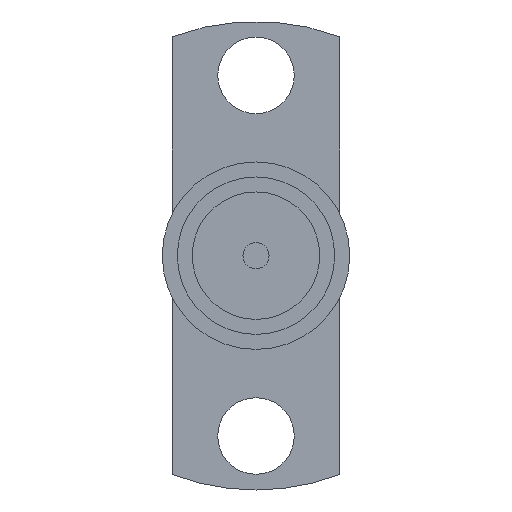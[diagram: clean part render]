
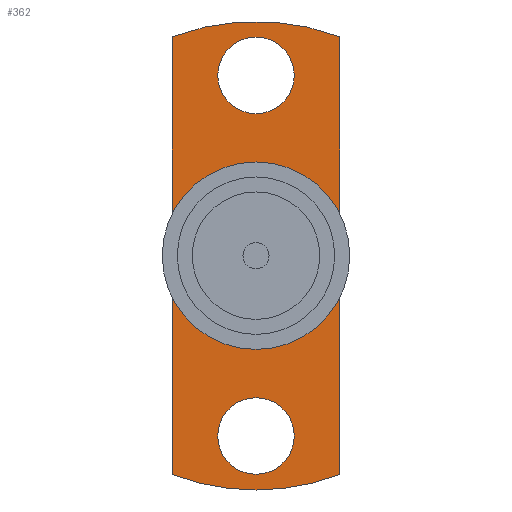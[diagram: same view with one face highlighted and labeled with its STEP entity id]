
A CAD part, front view. The second image highlights one B-rep face of the part: STEP entity #362.
In plain terms, the highlighted planar face has unit normal (0, -1, 0).
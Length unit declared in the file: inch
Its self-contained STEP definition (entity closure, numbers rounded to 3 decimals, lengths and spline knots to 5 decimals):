
#41 = EDGE_CURVE ( 'NONE', #765, #973, #639, .T. ) ;
#53 = AXIS2_PLACEMENT_3D ( 'NONE', #74, #687, #691 ) ;
#55 = ORIENTED_EDGE ( 'NONE', *, *, #41, .T. ) ;
#74 = CARTESIAN_POINT ( 'NONE',  ( 0.1115, 0., -0.32189 ) ) ;
#77 = DIRECTION ( 'NONE',  ( 0., 0., 1. ) ) ;
#83 = DIRECTION ( 'NONE',  ( 0., 0., 1. ) ) ;
#87 = DIRECTION ( 'NONE',  ( 0., 1., 0. ) ) ;
#102 = DIRECTION ( 'NONE',  ( 0., 0., -1. ) ) ;
#120 = FACE_BOUND ( 'NONE', #152, .T. ) ;
#132 = ORIENTED_EDGE ( 'NONE', *, *, #681, .F. ) ;
#136 = CARTESIAN_POINT ( 'NONE',  ( 0.1115, 0., -0.56239 ) ) ;
#142 = VERTEX_POINT ( 'NONE', #528 ) ;
#152 = EDGE_LOOP ( 'NONE', ( #415, #764 ) ) ;
#155 = ORIENTED_EDGE ( 'NONE', *, *, #492, .F. ) ;
#159 = PLANE ( 'NONE',  #605 ) ;
#172 = DIRECTION ( 'NONE',  ( 0., 0., 1. ) ) ;
#174 = FACE_BOUND ( 'NONE', #226, .T. ) ;
#179 = CARTESIAN_POINT ( 'NONE',  ( 0.1115, 0., -0.61339 ) ) ;
#201 = CARTESIAN_POINT ( 'NONE',  ( 0.223, 0., -0.02996 ) ) ;
#203 = CIRCLE ( 'NONE', #926, 0.051 ) ;
#208 = VERTEX_POINT ( 'NONE', #830 ) ;
#212 = AXIS2_PLACEMENT_3D ( 'NONE', #299, #673, #379 ) ;
#220 = EDGE_CURVE ( 'NONE', #208, #440, #385, .T. ) ;
#226 = EDGE_LOOP ( 'NONE', ( #265, #55 ) ) ;
#231 = CARTESIAN_POINT ( 'NONE',  ( 0.223, 0., -0.61382 ) ) ;
#232 = CARTESIAN_POINT ( 'NONE',  ( 0.1115, 0., -0.51139 ) ) ;
#233 = CARTESIAN_POINT ( 'NONE',  ( 0.1115, 0., -0.32189 ) ) ;
#234 = EDGE_CURVE ( 'NONE', #973, #765, #959, .T. ) ;
#239 = CARTESIAN_POINT ( 'NONE',  ( 0., 0., -0.61382 ) ) ;
#248 = DIRECTION ( 'NONE',  ( 0., 0., 1. ) ) ;
#251 = DIRECTION ( 'NONE',  ( 0., 0., -1. ) ) ;
#254 = ORIENTED_EDGE ( 'NONE', *, *, #532, .F. ) ;
#265 = ORIENTED_EDGE ( 'NONE', *, *, #234, .T. ) ;
#271 = DIRECTION ( 'NONE',  ( 0., 0., -1. ) ) ;
#277 = ORIENTED_EDGE ( 'NONE', *, *, #817, .F. ) ;
#284 = VERTEX_POINT ( 'NONE', #306 ) ;
#293 = AXIS2_PLACEMENT_3D ( 'NONE', #136, #736, #271 ) ;
#299 = CARTESIAN_POINT ( 'NONE',  ( 0.1115, 0., -0.08139 ) ) ;
#306 = CARTESIAN_POINT ( 'NONE',  ( 0.1115, 0., -0.21689 ) ) ;
#319 = CARTESIAN_POINT ( 'NONE',  ( 0.1115, 0., -0.32189 ) ) ;
#335 = EDGE_CURVE ( 'NONE', #378, #825, #919, .T. ) ;
#336 = CARTESIAN_POINT ( 'NONE',  ( 0.1115, 0., -0.08139 ) ) ;
#342 = DIRECTION ( 'NONE',  ( 0., 0., -1. ) ) ;
#358 = ORIENTED_EDGE ( 'NONE', *, *, #894, .F. ) ;
#360 = AXIS2_PLACEMENT_3D ( 'NONE', #393, #553, #251 ) ;
#362 = ADVANCED_FACE ( 'NONE', ( #174, #598, #524, #120 ), #159, .F. ) ;
#363 = EDGE_CURVE ( 'NONE', #440, #208, #203, .T. ) ;
#366 = VECTOR ( 'NONE', #83, 39.37008 ) ;
#374 = AXIS2_PLACEMENT_3D ( 'NONE', #523, #743, #820 ) ;
#376 = CIRCLE ( 'NONE', #360, 0.105 ) ;
#378 = VERTEX_POINT ( 'NONE', #231 ) ;
#379 = DIRECTION ( 'NONE',  ( 0., 0., 1. ) ) ;
#385 = CIRCLE ( 'NONE', #212, 0.051 ) ;
#393 = CARTESIAN_POINT ( 'NONE',  ( 0.1115, 0., -0.32189 ) ) ;
#398 = CARTESIAN_POINT ( 'NONE',  ( 0.1115, 0., -0.32189 ) ) ;
#399 = VERTEX_POINT ( 'NONE', #239 ) ;
#415 = ORIENTED_EDGE ( 'NONE', *, *, #363, .T. ) ;
#428 = CARTESIAN_POINT ( 'NONE',  ( 0.223, 0., -0.02996 ) ) ;
#440 = VERTEX_POINT ( 'NONE', #635 ) ;
#444 = CIRCLE ( 'NONE', #710, 0.3125 ) ;
#454 = DIRECTION ( 'NONE',  ( 0., 0., 1. ) ) ;
#484 = DIRECTION ( 'NONE',  ( 0., 1., 0. ) ) ;
#492 = EDGE_CURVE ( 'NONE', #284, #142, #727, .T. ) ;
#523 = CARTESIAN_POINT ( 'NONE',  ( 0.1115, 0., -0.56239 ) ) ;
#524 = FACE_BOUND ( 'NONE', #560, .T. ) ;
#528 = CARTESIAN_POINT ( 'NONE',  ( 0.1115, 0., -0.42689 ) ) ;
#532 = EDGE_CURVE ( 'NONE', #601, #378, #884, .T. ) ;
#542 = CARTESIAN_POINT ( 'NONE',  ( 0., 0., -0.02996 ) ) ;
#543 = AXIS2_PLACEMENT_3D ( 'NONE', #398, #930, #102 ) ;
#553 = DIRECTION ( 'NONE',  ( 0., -1., 0. ) ) ;
#560 = EDGE_LOOP ( 'NONE', ( #155, #801 ) ) ;
#568 = LINE ( 'NONE', #542, #366 ) ;
#590 = ORIENTED_EDGE ( 'NONE', *, *, #335, .F. ) ;
#598 = FACE_OUTER_BOUND ( 'NONE', #909, .T. ) ;
#601 = VERTEX_POINT ( 'NONE', #428 ) ;
#605 = AXIS2_PLACEMENT_3D ( 'NONE', #688, #918, #77 ) ;
#620 = CARTESIAN_POINT ( 'NONE',  ( 0.1115, 0., -0.63439 ) ) ;
#635 = CARTESIAN_POINT ( 'NONE',  ( 0.1115, 0., -0.13239 ) ) ;
#639 = CIRCLE ( 'NONE', #293, 0.051 ) ;
#647 = CIRCLE ( 'NONE', #53, 0.3125 ) ;
#673 = DIRECTION ( 'NONE',  ( 0., 1., 0. ) ) ;
#681 = EDGE_CURVE ( 'NONE', #825, #399, #647, .T. ) ;
#687 = DIRECTION ( 'NONE',  ( 0., 1., 0. ) ) ;
#688 = CARTESIAN_POINT ( 'NONE',  ( 0.1115, 0., -0.32189 ) ) ;
#691 = DIRECTION ( 'NONE',  ( 0., 0., 1. ) ) ;
#701 = CARTESIAN_POINT ( 'NONE',  ( 0., 0., -0.02996 ) ) ;
#710 = AXIS2_PLACEMENT_3D ( 'NONE', #319, #87, #248 ) ;
#727 = CIRCLE ( 'NONE', #543, 0.105 ) ;
#736 = DIRECTION ( 'NONE',  ( 0., 1., 0. ) ) ;
#743 = DIRECTION ( 'NONE',  ( 0., 1., 0. ) ) ;
#762 = AXIS2_PLACEMENT_3D ( 'NONE', #233, #910, #454 ) ;
#764 = ORIENTED_EDGE ( 'NONE', *, *, #220, .T. ) ;
#765 = VERTEX_POINT ( 'NONE', #232 ) ;
#771 = VECTOR ( 'NONE', #342, 39.37008 ) ;
#801 = ORIENTED_EDGE ( 'NONE', *, *, #834, .F. ) ;
#817 = EDGE_CURVE ( 'NONE', #833, #601, #444, .T. ) ;
#820 = DIRECTION ( 'NONE',  ( 0., 0., -1. ) ) ;
#825 = VERTEX_POINT ( 'NONE', #620 ) ;
#830 = CARTESIAN_POINT ( 'NONE',  ( 0.1115, 0., -0.03039 ) ) ;
#833 = VERTEX_POINT ( 'NONE', #701 ) ;
#834 = EDGE_CURVE ( 'NONE', #142, #284, #376, .T. ) ;
#884 = LINE ( 'NONE', #201, #771 ) ;
#894 = EDGE_CURVE ( 'NONE', #399, #833, #568, .T. ) ;
#909 = EDGE_LOOP ( 'NONE', ( #590, #254, #277, #358, #132 ) ) ;
#910 = DIRECTION ( 'NONE',  ( 0., 1., 0. ) ) ;
#918 = DIRECTION ( 'NONE',  ( 0., 1., 0. ) ) ;
#919 = CIRCLE ( 'NONE', #762, 0.3125 ) ;
#926 = AXIS2_PLACEMENT_3D ( 'NONE', #336, #484, #172 ) ;
#930 = DIRECTION ( 'NONE',  ( 0., -1., 0. ) ) ;
#959 = CIRCLE ( 'NONE', #374, 0.051 ) ;
#973 = VERTEX_POINT ( 'NONE', #179 ) ;
